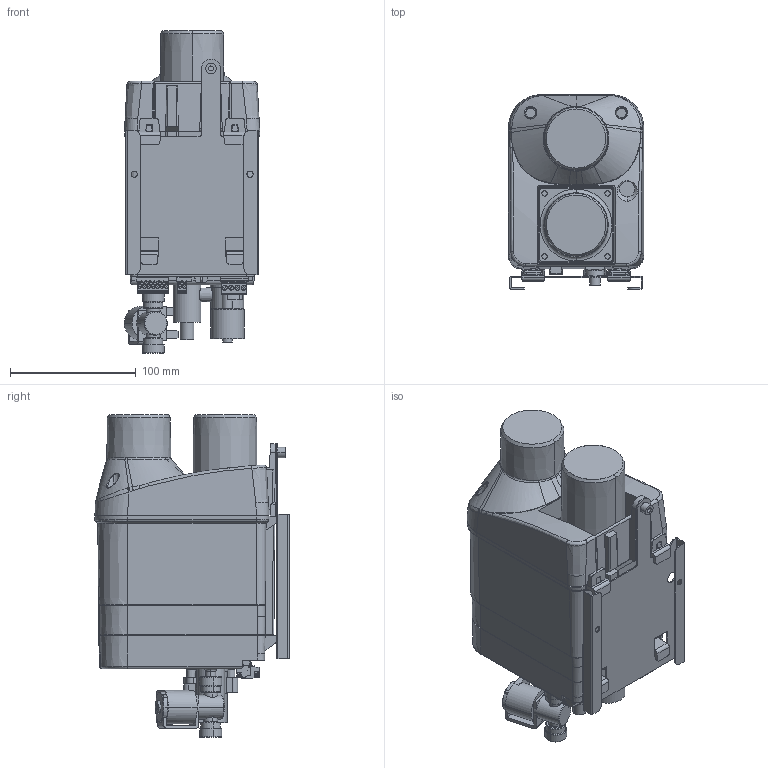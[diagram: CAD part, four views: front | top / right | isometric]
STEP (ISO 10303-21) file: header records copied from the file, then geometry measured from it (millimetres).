
FILE_DESCRIPTION((''),'2;1');
FILE_NAME('INGOMBRI_MISTRAL_CONV-STF','2023-06-08T',('mcortina'),(''),'CREO PARAMETRIC BY PTC INC, 2016050','CREO PARAMETRIC BY PTC INC, 2016050','');
FILE_SCHEMA(('AUTOMOTIVE_DESIGN { 1 0 10303 214 1 1 1 1 }'));
Products named in the file (1): INGOMBRI_MISTRAL_CONV-STF
Bounding box: 107.56 x 154.3 x 256.4 mm (x, y, z)
Volume: 2308168.6 mm3; surface area: 240913.4 mm2
Topology: 4 solids, 13 shells, 2228 faces, 7075 edges, 5818 vertices
Faces by surface type: plane 1454, cylinder 537, bspline 82, torus 76, cone 75, sphere 4
Entity records: 88141 total; most frequent: CARTESIAN_POINT 27517, ORIENTED_EDGE 12354, DIRECTION 11165, EDGE_CURVE 6177, VECTOR 4241, LINE 4241, VERTEX_POINT 4051, AXIS2_PLACEMENT_3D 3462
